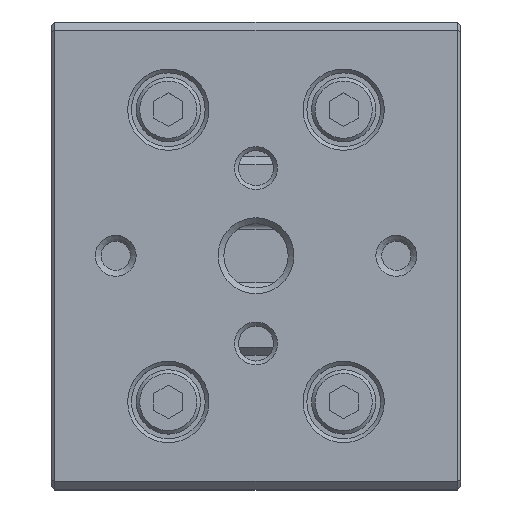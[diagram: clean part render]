
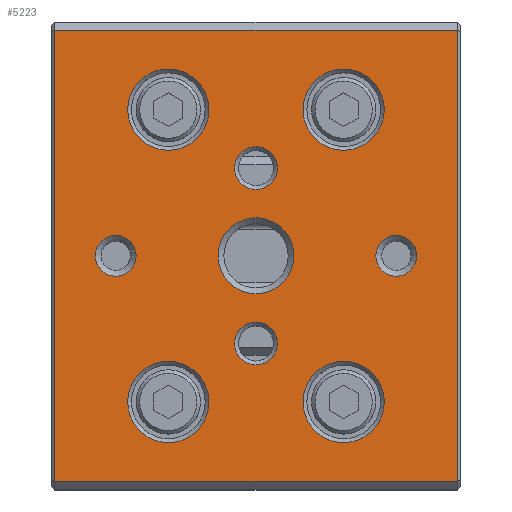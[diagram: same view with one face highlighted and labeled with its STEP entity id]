
A CAD part, top view. The second image highlights one B-rep face of the part: STEP entity #5223.
In plain terms, the highlighted planar face has unit normal (0, 0, 1).
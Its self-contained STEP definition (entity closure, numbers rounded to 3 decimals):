
#4786=FACE_BOUND('',#7634,.T.);
#4787=FACE_BOUND('',#7635,.T.);
#4788=FACE_BOUND('',#7636,.T.);
#4789=FACE_BOUND('',#7637,.T.);
#4790=FACE_BOUND('',#7638,.T.);
#4791=FACE_BOUND('',#7639,.T.);
#4792=FACE_BOUND('',#7640,.T.);
#4793=FACE_BOUND('',#7641,.T.);
#4794=FACE_BOUND('',#7642,.T.);
#4795=FACE_BOUND('',#7643,.T.);
#5004=CIRCLE('',#20073,3.25);
#5005=CIRCLE('',#20074,1.75);
#5006=CIRCLE('',#20075,1.75);
#5007=CIRCLE('',#20076,1.833);
#5008=CIRCLE('',#20077,1.833);
#5009=CIRCLE('',#20078,3.475);
#5010=CIRCLE('',#20079,3.475);
#5011=CIRCLE('',#20080,3.475);
#5012=CIRCLE('',#20081,3.475);
#5223=ADVANCED_FACE('',(#4786,#4787,#4788,#4789,#4790,#4791,#4792,#4793,
#4794,#4795),#6079,.F.);
#6079=PLANE('',#20082);
#7634=EDGE_LOOP('',(#9552));
#7635=EDGE_LOOP('',(#9553));
#7636=EDGE_LOOP('',(#9554));
#7637=EDGE_LOOP('',(#9555));
#7638=EDGE_LOOP('',(#9556));
#7639=EDGE_LOOP('',(#9557));
#7640=EDGE_LOOP('',(#9558));
#7641=EDGE_LOOP('',(#9559));
#7642=EDGE_LOOP('',(#9560));
#7643=EDGE_LOOP('',(#9561,#9562,#9563,#9564));
#9552=ORIENTED_EDGE('',*,*,#15061,.T.);
#9553=ORIENTED_EDGE('',*,*,#15062,.F.);
#9554=ORIENTED_EDGE('',*,*,#15063,.T.);
#9555=ORIENTED_EDGE('',*,*,#15064,.T.);
#9556=ORIENTED_EDGE('',*,*,#15065,.T.);
#9557=ORIENTED_EDGE('',*,*,#15066,.T.);
#9558=ORIENTED_EDGE('',*,*,#15067,.T.);
#9559=ORIENTED_EDGE('',*,*,#15068,.T.);
#9560=ORIENTED_EDGE('',*,*,#15069,.T.);
#9561=ORIENTED_EDGE('',*,*,#15070,.T.);
#9562=ORIENTED_EDGE('',*,*,#15071,.T.);
#9563=ORIENTED_EDGE('',*,*,#15072,.T.);
#9564=ORIENTED_EDGE('',*,*,#15073,.T.);
#13490=VERTEX_POINT('',#26164);
#13491=VERTEX_POINT('',#26166);
#13492=VERTEX_POINT('',#26168);
#13493=VERTEX_POINT('',#26170);
#13494=VERTEX_POINT('',#26172);
#13495=VERTEX_POINT('',#26174);
#13496=VERTEX_POINT('',#26176);
#13497=VERTEX_POINT('',#26178);
#13498=VERTEX_POINT('',#26180);
#13499=VERTEX_POINT('',#26182);
#13500=VERTEX_POINT('',#26183);
#13501=VERTEX_POINT('',#26185);
#13502=VERTEX_POINT('',#26187);
#15061=EDGE_CURVE('',#13490,#13490,#5004,.T.);
#15062=EDGE_CURVE('',#13491,#13491,#5005,.T.);
#15063=EDGE_CURVE('',#13492,#13492,#5006,.T.);
#15064=EDGE_CURVE('',#13493,#13493,#5007,.T.);
#15065=EDGE_CURVE('',#13494,#13494,#5008,.T.);
#15066=EDGE_CURVE('',#13495,#13495,#5009,.T.);
#15067=EDGE_CURVE('',#13496,#13496,#5010,.T.);
#15068=EDGE_CURVE('',#13497,#13497,#5011,.T.);
#15069=EDGE_CURVE('',#13498,#13498,#5012,.T.);
#15070=EDGE_CURVE('',#13499,#13500,#17028,.T.);
#15071=EDGE_CURVE('',#13500,#13501,#17029,.T.);
#15072=EDGE_CURVE('',#13501,#13502,#17030,.T.);
#15073=EDGE_CURVE('',#13502,#13499,#17031,.T.);
#17028=LINE('',#26181,#18724);
#17029=LINE('',#26184,#18725);
#17030=LINE('',#26186,#18726);
#17031=LINE('',#26188,#18727);
#18724=VECTOR('',#21722,1.);
#18725=VECTOR('',#21723,1.);
#18726=VECTOR('',#21724,1.);
#18727=VECTOR('',#21725,1.);
#20073=AXIS2_PLACEMENT_3D('',#26163,#21704,#21705);
#20074=AXIS2_PLACEMENT_3D('',#26165,#21706,#21707);
#20075=AXIS2_PLACEMENT_3D('',#26167,#21708,#21709);
#20076=AXIS2_PLACEMENT_3D('',#26169,#21710,#21711);
#20077=AXIS2_PLACEMENT_3D('',#26171,#21712,#21713);
#20078=AXIS2_PLACEMENT_3D('',#26173,#21714,#21715);
#20079=AXIS2_PLACEMENT_3D('',#26175,#21716,#21717);
#20080=AXIS2_PLACEMENT_3D('',#26177,#21718,#21719);
#20081=AXIS2_PLACEMENT_3D('',#26179,#21720,#21721);
#20082=AXIS2_PLACEMENT_3D('',#26189,#21726,#21727);
#21704=DIRECTION('',(0.,0.,-1.));
#21705=DIRECTION('',(-1.,0.,0.));
#21706=DIRECTION('',(0.,0.,1.));
#21707=DIRECTION('',(1.,0.,0.));
#21708=DIRECTION('',(0.,0.,-1.));
#21709=DIRECTION('',(-1.,0.,0.));
#21710=DIRECTION('',(0.,0.,-1.));
#21711=DIRECTION('',(-1.,0.,0.));
#21712=DIRECTION('',(0.,0.,-1.));
#21713=DIRECTION('',(-1.,0.,0.));
#21714=DIRECTION('',(0.,0.,-1.));
#21715=DIRECTION('',(-1.,0.,0.));
#21716=DIRECTION('',(0.,0.,-1.));
#21717=DIRECTION('',(-1.,0.,0.));
#21718=DIRECTION('',(0.,0.,-1.));
#21719=DIRECTION('',(-1.,0.,0.));
#21720=DIRECTION('',(0.,0.,-1.));
#21721=DIRECTION('',(-1.,0.,0.));
#21722=DIRECTION('',(1.,0.,0.));
#21723=DIRECTION('',(0.,1.,0.));
#21724=DIRECTION('',(-1.,0.,0.));
#21725=DIRECTION('',(0.,-1.,0.));
#21726=DIRECTION('',(0.,0.,-1.));
#21727=DIRECTION('',(1.,0.,0.));
#26163=CARTESIAN_POINT('',(97.5,20.,21.));
#26164=CARTESIAN_POINT('',(94.25,20.,21.));
#26165=CARTESIAN_POINT('',(109.5,20.,21.));
#26166=CARTESIAN_POINT('',(111.25,20.,21.));
#26167=CARTESIAN_POINT('',(85.5,20.,21.));
#26168=CARTESIAN_POINT('',(83.75,20.,21.));
#26169=CARTESIAN_POINT('',(97.5,12.5,21.));
#26170=CARTESIAN_POINT('',(95.667,12.5,21.));
#26171=CARTESIAN_POINT('',(97.5,27.5,21.));
#26172=CARTESIAN_POINT('',(95.667,27.5,21.));
#26173=CARTESIAN_POINT('',(105.,7.5,21.));
#26174=CARTESIAN_POINT('',(101.525,7.5,21.));
#26175=CARTESIAN_POINT('',(105.,32.5,21.));
#26176=CARTESIAN_POINT('',(101.525,32.5,21.));
#26177=CARTESIAN_POINT('',(90.,7.5,21.));
#26178=CARTESIAN_POINT('',(86.525,7.5,21.));
#26179=CARTESIAN_POINT('',(90.,32.5,21.));
#26180=CARTESIAN_POINT('',(86.525,32.5,21.));
#26181=CARTESIAN_POINT('',(115.,0.7,21.));
#26182=CARTESIAN_POINT('',(80.3,0.7,21.));
#26183=CARTESIAN_POINT('',(114.7,0.7,21.));
#26184=CARTESIAN_POINT('',(114.7,40.,21.));
#26185=CARTESIAN_POINT('',(114.7,39.3,21.));
#26186=CARTESIAN_POINT('',(115.,39.3,21.));
#26187=CARTESIAN_POINT('',(80.3,39.3,21.));
#26188=CARTESIAN_POINT('',(80.3,0.7,21.));
#26189=CARTESIAN_POINT('',(115.,40.,21.));
